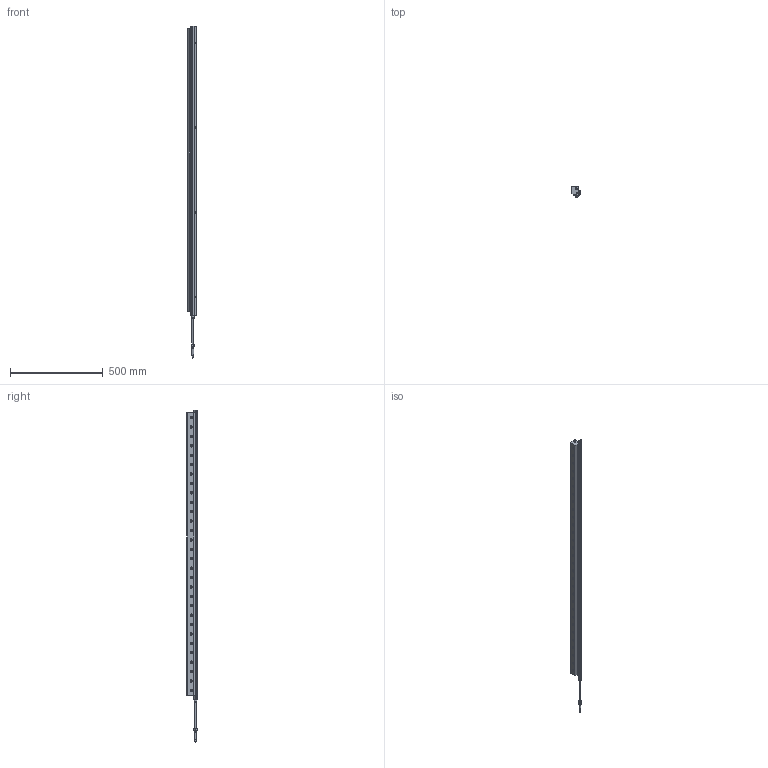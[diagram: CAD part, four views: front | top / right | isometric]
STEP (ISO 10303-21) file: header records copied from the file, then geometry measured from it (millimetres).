
FILE_DESCRIPTION(/* description */ (''),/* implementation_level */ '2;1');
FILE_NAME(/* name */ '112060-DIM.stp',/* time_stamp */ '2022-11-30T08:36:55-05:00',/* author */ ('Nathan Yorke'),/* organization */ (''),/* preprocessor_version */ 'ST-DEVELOPER v19',/* originating_system */ 'Autodesk Inventor 2023',/* authorisation */ '');
FILE_SCHEMA (('AUTOMOTIVE_DESIGN { 1 0 10303 214 3 1 1 }'));
Length unit declared in the file: inch
Products named in the file (1): 112060-DIM
Bounding box: 46.9 x 57.63 x 1793.33 mm (x, y, z)
Volume: 2384175.7 mm3; surface area: 447520.5 mm2
Topology: 2 solids, 2 shells, 1016 faces, 2324 edges, 1536 vertices
Faces by surface type: plane 563, cylinder 280, cone 131, torus 42
Full cylindrical faces by diameter (mm): 0.635 x120, 1.984 x2, 2.54 x1, 2.845 x2, 3.454 x1, 3.485 x1, 4.089 x4, 4.978 x1, 5.055 x1, 5.159 x26, 6.35 x1, 6.604 x1, 6.731 x1, 8.128 x2, 9.144 x1, 9.169 x4, 9.423 x1, 9.525 x2, 10.058 x1, 10.414 x2, 11.1 x34, 11.112 x7, 12.7 x30, 13.462 x1, 13.716 x1, 15.875 x2
Entity records: 29683 total; most frequent: CARTESIAN_POINT 5722, DIRECTION 4841, ORIENTED_EDGE 4560, EDGE_CURVE 2280, AXIS2_PLACEMENT_3D 1854, VERTEX_POINT 1536, EDGE_LOOP 1302, LINE 1133
